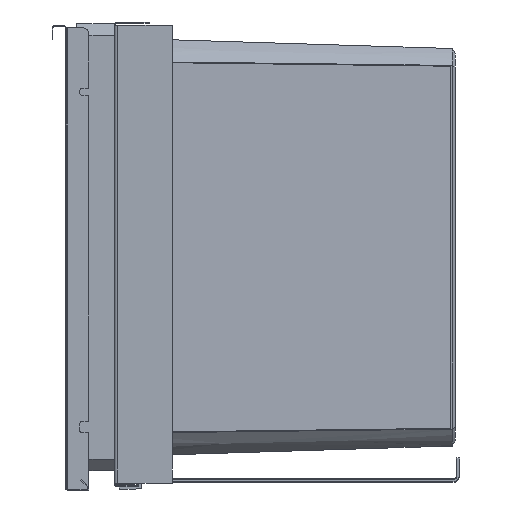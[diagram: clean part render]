
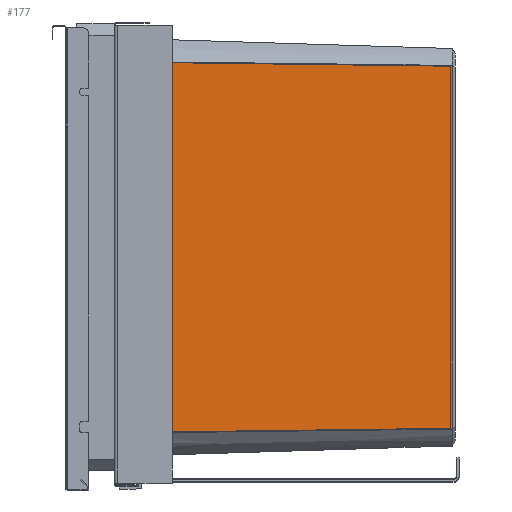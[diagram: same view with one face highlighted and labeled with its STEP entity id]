
A CAD part, left-side view. The second image highlights one B-rep face of the part: STEP entity #177.
In plain terms, the highlighted planar face has unit normal (-1, -0.031, 0).
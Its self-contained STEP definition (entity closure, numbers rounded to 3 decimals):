
#177=ADVANCED_FACE('7140',(#785),#786,.T.);
#785=FACE_OUTER_BOUND('',#2050,.T.);
#786=PLANE('',#2051);
#2050=EDGE_LOOP('',(#3646,#3647,#3648,#3649));
#2051=AXIS2_PLACEMENT_3D('',#3650,#3651,#3652);
#3646=ORIENTED_EDGE('',*,*,#7757,.T.);
#3647=ORIENTED_EDGE('',*,*,#7758,.F.);
#3648=ORIENTED_EDGE('',*,*,#7759,.F.);
#3649=ORIENTED_EDGE('',*,*,#7742,.F.);
#3650=CARTESIAN_POINT('',(-230.499,-130.469,-193.5));
#3651=DIRECTION('',(-1.,-0.031,-0.0));
#3652=DIRECTION('',(0.0,0.0,-1.0));
#7742=EDGE_CURVE('44411',#9173,#9175,#9176,.T.);
#7757=EDGE_CURVE('44458',#9173,#9194,#9196,.T.);
#7758=EDGE_CURVE('7274',#9013,#9194,#9197,.T.);
#7759=EDGE_CURVE('44459',#9175,#9013,#9198,.T.);
#9013=VERTEX_POINT('',#11204);
#9173=VERTEX_POINT('',#11627);
#9175=VERTEX_POINT('',#11639);
#9176=LINE('',#11640,#11641);
#9194=VERTEX_POINT('',#11703);
#9196=B_SPLINE_CURVE_WITH_KNOTS('',3,(#11705,#11706,#11707,#11708,#11709,#11710),.UNSPECIFIED.,.F.,.F.,(4,1,1,4),(0.0,0.333,0.667,1.),.UNSPECIFIED.);
#9197=LINE('',#11711,#11712);
#9198=B_SPLINE_CURVE_WITH_KNOTS('',3,(#11713,#11714,#11715,#11716,#11717,#11718),.UNSPECIFIED.,.F.,.F.,(4,1,1,4),(0.0,0.333,0.667,1.0),.UNSPECIFIED.);
#11204=CARTESIAN_POINT('',(-225.516,-290.329,-37.282));
#11627=CARTESIAN_POINT('',(-234.566,0.0,-353.258));
#11639=CARTESIAN_POINT('',(-234.566,0.0,-33.743));
#11640=CARTESIAN_POINT('',(-234.566,0.0,-353.258));
#11641=VECTOR('',#14998,319.515);
#11703=CARTESIAN_POINT('',(-225.516,-290.328,-349.718));
#11705=CARTESIAN_POINT('',(-234.566,0.0,-353.258));
#11706=CARTESIAN_POINT('',(-233.51,-33.871,-352.842));
#11707=CARTESIAN_POINT('',(-231.432,-100.538,-352.025));
#11708=CARTESIAN_POINT('',(-228.412,-197.409,-350.843));
#11709=CARTESIAN_POINT('',(-226.47,-259.723,-350.087));
#11710=CARTESIAN_POINT('',(-225.516,-290.328,-349.718));
#11711=CARTESIAN_POINT('',(-225.516,-290.329,-37.282));
#11712=VECTOR('',#15012,312.435);
#11713=CARTESIAN_POINT('',(-234.566,0.0,-33.743));
#11714=CARTESIAN_POINT('',(-233.51,-33.871,-34.159));
#11715=CARTESIAN_POINT('',(-231.432,-100.539,-34.976));
#11716=CARTESIAN_POINT('',(-228.412,-197.41,-36.157));
#11717=CARTESIAN_POINT('',(-226.47,-259.724,-36.913));
#11718=CARTESIAN_POINT('',(-225.516,-290.329,-37.282));
#14998=DIRECTION('',(0.0,0.0,1.0));
#15012=DIRECTION('',(0.,0.,-1.0));
